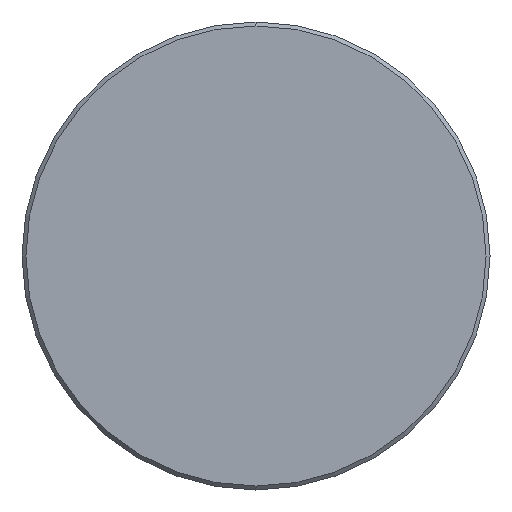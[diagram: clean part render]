
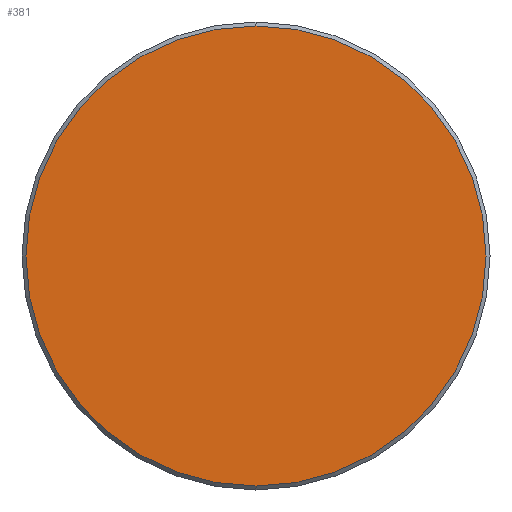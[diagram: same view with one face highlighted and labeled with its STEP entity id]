
A CAD part, left-side view. The second image highlights one B-rep face of the part: STEP entity #381.
In plain terms, the highlighted planar face has unit normal (-1, 0, 0).
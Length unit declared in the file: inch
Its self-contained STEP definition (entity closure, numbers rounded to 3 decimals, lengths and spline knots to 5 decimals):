
#97 = PLANE ( 'NONE',  #293 ) ;
#114 = AXIS2_PLACEMENT_3D ( 'NONE', #537, #515, #459 ) ;
#115 = DIRECTION ( 'NONE',  ( 1., 0., 0. ) ) ;
#141 = CARTESIAN_POINT ( 'NONE',  ( 0., 0., 0.58375 ) ) ;
#171 = CIRCLE ( 'NONE', #560, 0.58375 ) ;
#201 = VERTEX_POINT ( 'NONE', #372 ) ;
#206 = CIRCLE ( 'NONE', #114, 0.58375 ) ;
#220 = EDGE_LOOP ( 'NONE', ( #229, #499 ) ) ;
#229 = ORIENTED_EDGE ( 'NONE', *, *, #252, .T. ) ;
#238 = DIRECTION ( 'NONE',  ( -1., 0., 0. ) ) ;
#246 = CARTESIAN_POINT ( 'NONE',  ( 0., 0., 0. ) ) ;
#252 = EDGE_CURVE ( 'NONE', #201, #336, #206, .T. ) ;
#266 = DIRECTION ( 'NONE',  ( 0., 0., -1. ) ) ;
#293 = AXIS2_PLACEMENT_3D ( 'NONE', #566, #115, #266 ) ;
#336 = VERTEX_POINT ( 'NONE', #141 ) ;
#363 = FACE_OUTER_BOUND ( 'NONE', #220, .T. ) ;
#364 = DIRECTION ( 'NONE',  ( 0., 0., -1. ) ) ;
#372 = CARTESIAN_POINT ( 'NONE',  ( 0., 0., -0.58375 ) ) ;
#381 = ADVANCED_FACE ( 'NONE', ( #363 ), #97, .F. ) ;
#450 = EDGE_CURVE ( 'NONE', #336, #201, #171, .T. ) ;
#459 = DIRECTION ( 'NONE',  ( 0., 0., -1. ) ) ;
#499 = ORIENTED_EDGE ( 'NONE', *, *, #450, .T. ) ;
#515 = DIRECTION ( 'NONE',  ( -1., 0., 0. ) ) ;
#537 = CARTESIAN_POINT ( 'NONE',  ( 0., 0., 0. ) ) ;
#560 = AXIS2_PLACEMENT_3D ( 'NONE', #246, #238, #364 ) ;
#566 = CARTESIAN_POINT ( 'NONE',  ( 0., 0., -0.59375 ) ) ;
